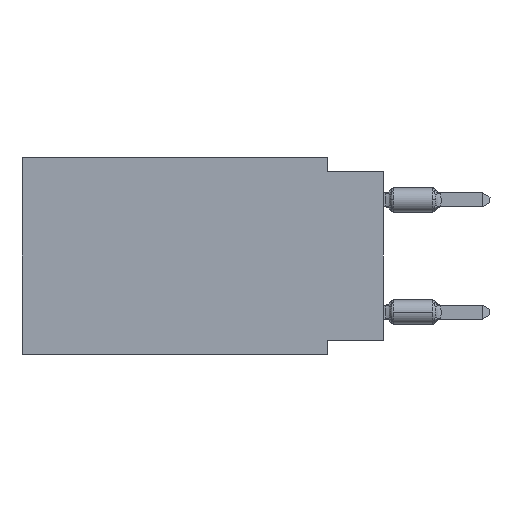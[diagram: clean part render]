
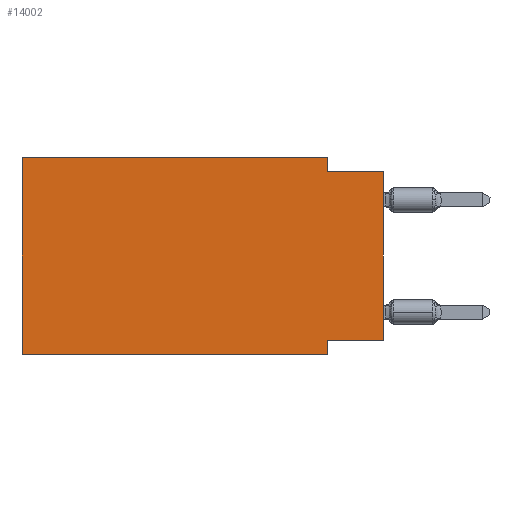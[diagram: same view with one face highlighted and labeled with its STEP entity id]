
A CAD part, left-side view. The second image highlights one B-rep face of the part: STEP entity #14002.
In plain terms, the highlighted planar face has unit normal (-1, 0, 0).
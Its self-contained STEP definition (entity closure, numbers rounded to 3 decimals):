
#241 = CARTESIAN_POINT ( 'NONE',  ( 0., 0., -8.255 ) ) ;
#304 = VECTOR ( 'NONE', #1010, 1000. ) ;
#855 = CARTESIAN_POINT ( 'NONE',  ( 0., 2.54, -8.89 ) ) ;
#866 = CARTESIAN_POINT ( 'NONE',  ( 0., 16.383, -8.89 ) ) ;
#1010 = DIRECTION ( 'NONE',  ( 0., 0., -1. ) ) ;
#1122 = EDGE_LOOP ( 'NONE', ( #11929, #6626, #15467, #22508, #16063, #3673, #10178, #15102 ) ) ;
#2682 = DIRECTION ( 'NONE',  ( 1., 0., 0. ) ) ;
#2798 = DIRECTION ( 'NONE',  ( 0., 0., -1. ) ) ;
#3254 = DIRECTION ( 'NONE',  ( 0., -1., 0. ) ) ;
#3358 = CARTESIAN_POINT ( 'NONE',  ( 0., 0., -0.635 ) ) ;
#3362 = CARTESIAN_POINT ( 'NONE',  ( 0., 2.54, 0. ) ) ;
#3673 = ORIENTED_EDGE ( 'NONE', *, *, #8341, .T. ) ;
#3926 = EDGE_CURVE ( 'NONE', #8562, #16822, #6811, .T. ) ;
#4031 = CARTESIAN_POINT ( 'NONE',  ( 0., 16.383, 0. ) ) ;
#4326 = LINE ( 'NONE', #8419, #20007 ) ;
#4871 = VERTEX_POINT ( 'NONE', #4031 ) ;
#4956 = DIRECTION ( 'NONE',  ( 0., 0., 1. ) ) ;
#4971 = CARTESIAN_POINT ( 'NONE',  ( 0., 0., -0.635 ) ) ;
#5038 = LINE ( 'NONE', #18964, #6498 ) ;
#5257 = VERTEX_POINT ( 'NONE', #855 ) ;
#5776 = VECTOR ( 'NONE', #4956, 1000. ) ;
#6498 = VECTOR ( 'NONE', #22530, 1000. ) ;
#6625 = EDGE_CURVE ( 'NONE', #18735, #5257, #15161, .T. ) ;
#6626 = ORIENTED_EDGE ( 'NONE', *, *, #18856, .F. ) ;
#6684 = CARTESIAN_POINT ( 'NONE',  ( 0., 16.383, 0. ) ) ;
#6811 = LINE ( 'NONE', #3362, #17785 ) ;
#6980 = EDGE_CURVE ( 'NONE', #4871, #8562, #12393, .T. ) ;
#7098 = EDGE_CURVE ( 'NONE', #19045, #18735, #4326, .T. ) ;
#7825 = VERTEX_POINT ( 'NONE', #12995 ) ;
#8299 = DIRECTION ( 'NONE',  ( 0., -1., 0. ) ) ;
#8341 = EDGE_CURVE ( 'NONE', #7825, #5257, #16633, .T. ) ;
#8419 = CARTESIAN_POINT ( 'NONE',  ( 0., 0., -8.255 ) ) ;
#8562 = VERTEX_POINT ( 'NONE', #20621 ) ;
#9469 = AXIS2_PLACEMENT_3D ( 'NONE', #16937, #2682, #2798 ) ;
#10102 = CARTESIAN_POINT ( 'NONE',  ( 0., 2.54, -0.635 ) ) ;
#10178 = ORIENTED_EDGE ( 'NONE', *, *, #6625, .F. ) ;
#10839 = VECTOR ( 'NONE', #8299, 1000. ) ;
#11929 = ORIENTED_EDGE ( 'NONE', *, *, #15435, .T. ) ;
#12393 = LINE ( 'NONE', #6684, #10839 ) ;
#12995 = CARTESIAN_POINT ( 'NONE',  ( 0., 16.383, -8.89 ) ) ;
#13080 = VECTOR ( 'NONE', #14912, 1000. ) ;
#13708 = LINE ( 'NONE', #20725, #5776 ) ;
#14002 = ADVANCED_FACE ( 'NONE', ( #17038 ), #18320, .F. ) ;
#14486 = VECTOR ( 'NONE', #3254, 1000. ) ;
#14912 = DIRECTION ( 'NONE',  ( 0., -1., 0. ) ) ;
#15102 = ORIENTED_EDGE ( 'NONE', *, *, #7098, .F. ) ;
#15161 = LINE ( 'NONE', #19995, #304 ) ;
#15435 = EDGE_CURVE ( 'NONE', #19045, #17767, #13708, .T. ) ;
#15467 = ORIENTED_EDGE ( 'NONE', *, *, #3926, .F. ) ;
#15777 = EDGE_CURVE ( 'NONE', #7825, #4871, #5038, .T. ) ;
#16063 = ORIENTED_EDGE ( 'NONE', *, *, #15777, .F. ) ;
#16273 = CARTESIAN_POINT ( 'NONE',  ( 0., 2.54, -8.255 ) ) ;
#16402 = DIRECTION ( 'NONE',  ( 0., 1., 0. ) ) ;
#16633 = LINE ( 'NONE', #866, #13080 ) ;
#16822 = VERTEX_POINT ( 'NONE', #10102 ) ;
#16937 = CARTESIAN_POINT ( 'NONE',  ( 0., 16.383, 0. ) ) ;
#17038 = FACE_OUTER_BOUND ( 'NONE', #1122, .T. ) ;
#17767 = VERTEX_POINT ( 'NONE', #4971 ) ;
#17785 = VECTOR ( 'NONE', #20865, 1000. ) ;
#18320 = PLANE ( 'NONE',  #9469 ) ;
#18735 = VERTEX_POINT ( 'NONE', #16273 ) ;
#18856 = EDGE_CURVE ( 'NONE', #16822, #17767, #20860, .T. ) ;
#18964 = CARTESIAN_POINT ( 'NONE',  ( 0., 16.383, 0. ) ) ;
#19045 = VERTEX_POINT ( 'NONE', #241 ) ;
#19995 = CARTESIAN_POINT ( 'NONE',  ( 0., 2.54, -8.89 ) ) ;
#20007 = VECTOR ( 'NONE', #16402, 1000. ) ;
#20621 = CARTESIAN_POINT ( 'NONE',  ( 0., 2.54, 0. ) ) ;
#20725 = CARTESIAN_POINT ( 'NONE',  ( 0., 0., 0. ) ) ;
#20860 = LINE ( 'NONE', #3358, #14486 ) ;
#20865 = DIRECTION ( 'NONE',  ( 0., 0., -1. ) ) ;
#22508 = ORIENTED_EDGE ( 'NONE', *, *, #6980, .F. ) ;
#22530 = DIRECTION ( 'NONE',  ( 0., 0., 1. ) ) ;
